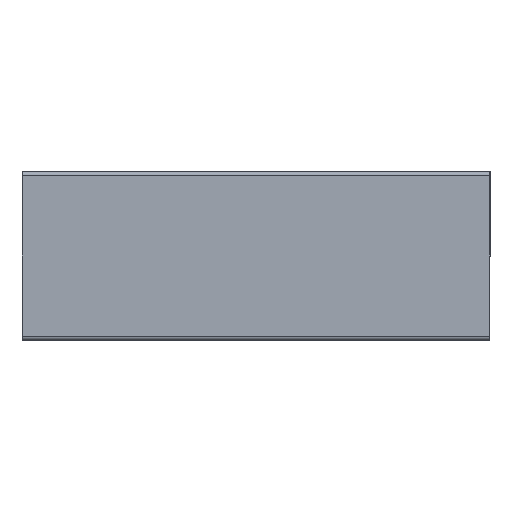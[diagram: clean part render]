
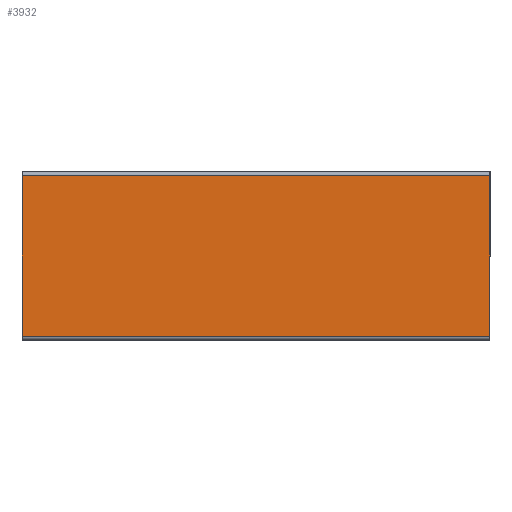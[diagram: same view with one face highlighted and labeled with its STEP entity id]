
A CAD part, left-side view. The second image highlights one B-rep face of the part: STEP entity #3932.
In plain terms, the highlighted planar face has unit normal (-1, 0, 0).
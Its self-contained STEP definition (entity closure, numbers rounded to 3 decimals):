
#122 = CARTESIAN_POINT ( 'NONE',  ( -0.3, 0.44, 1.25 ) ) ;
#329 = CARTESIAN_POINT ( 'NONE',  ( -0.3, 0.01, 1.25 ) ) ;
#337 = VECTOR ( 'NONE', #2899, 1000. ) ;
#490 = ORIENTED_EDGE ( 'NONE', *, *, #871, .T. ) ;
#668 = CARTESIAN_POINT ( 'NONE',  ( -0.3, 0.01, 1.25 ) ) ;
#681 = LINE ( 'NONE', #668, #2708 ) ;
#840 = VECTOR ( 'NONE', #4179, 1000. ) ;
#871 = EDGE_CURVE ( 'NONE', #2911, #3399, #2867, .T. ) ;
#943 = CARTESIAN_POINT ( 'NONE',  ( -0.3, 0.01, 0. ) ) ;
#1468 = PLANE ( 'NONE',  #2391 ) ;
#1515 = EDGE_CURVE ( 'NONE', #4140, #3399, #681, .T. ) ;
#1544 = VERTEX_POINT ( 'NONE', #5148 ) ;
#1712 = LINE ( 'NONE', #122, #2925 ) ;
#1783 = EDGE_CURVE ( 'NONE', #1544, #4140, #3236, .T. ) ;
#1860 = ORIENTED_EDGE ( 'NONE', *, *, #1515, .F. ) ;
#1875 = DIRECTION ( 'NONE',  ( 1., 0., 0. ) ) ;
#1949 = CARTESIAN_POINT ( 'NONE',  ( -0.3, 0.01, 1.25 ) ) ;
#2157 = CARTESIAN_POINT ( 'NONE',  ( -0.3, 0.01, 0. ) ) ;
#2391 = AXIS2_PLACEMENT_3D ( 'NONE', #1949, #1875, #5182 ) ;
#2708 = VECTOR ( 'NONE', #3483, 1000. ) ;
#2831 = FACE_OUTER_BOUND ( 'NONE', #4729, .T. ) ;
#2867 = LINE ( 'NONE', #943, #840 ) ;
#2899 = DIRECTION ( 'NONE',  ( 0., -1., 0. ) ) ;
#2911 = VERTEX_POINT ( 'NONE', #4890 ) ;
#2925 = VECTOR ( 'NONE', #3717, 1000. ) ;
#3130 = ORIENTED_EDGE ( 'NONE', *, *, #4903, .T. ) ;
#3206 = ORIENTED_EDGE ( 'NONE', *, *, #1783, .F. ) ;
#3236 = LINE ( 'NONE', #4914, #337 ) ;
#3399 = VERTEX_POINT ( 'NONE', #2157 ) ;
#3483 = DIRECTION ( 'NONE',  ( 0., 0., -1. ) ) ;
#3717 = DIRECTION ( 'NONE',  ( 0., 0., -1. ) ) ;
#3932 = ADVANCED_FACE ( 'NONE', ( #2831 ), #1468, .F. ) ;
#4140 = VERTEX_POINT ( 'NONE', #329 ) ;
#4179 = DIRECTION ( 'NONE',  ( 0., -1., 0. ) ) ;
#4729 = EDGE_LOOP ( 'NONE', ( #490, #1860, #3206, #3130 ) ) ;
#4890 = CARTESIAN_POINT ( 'NONE',  ( -0.3, 0.44, 0. ) ) ;
#4903 = EDGE_CURVE ( 'NONE', #1544, #2911, #1712, .T. ) ;
#4914 = CARTESIAN_POINT ( 'NONE',  ( -0.3, 0.01, 1.25 ) ) ;
#5148 = CARTESIAN_POINT ( 'NONE',  ( -0.3, 0.44, 1.25 ) ) ;
#5182 = DIRECTION ( 'NONE',  ( 0., 0., -1. ) ) ;
